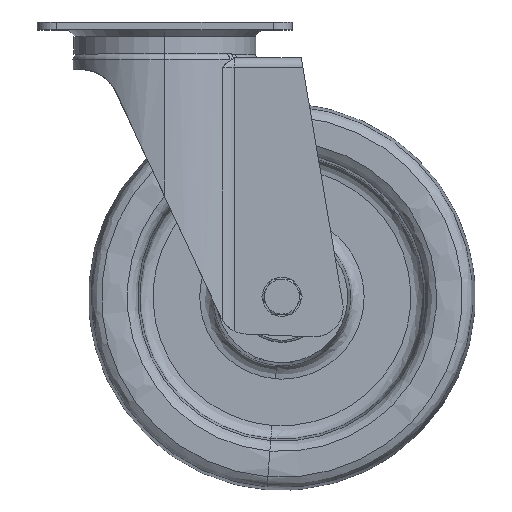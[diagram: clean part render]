
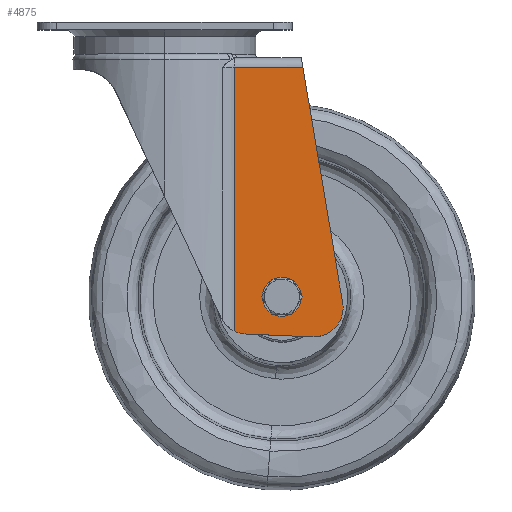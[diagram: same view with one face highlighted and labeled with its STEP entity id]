
A CAD part, top view. The second image highlights one B-rep face of the part: STEP entity #4875.
In plain terms, the highlighted planar face has unit normal (0, 0, 1).
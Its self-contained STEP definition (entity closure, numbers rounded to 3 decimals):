
#712 = DIRECTION ( 'NONE',  ( -0.167, 0.986, 0. ) ) ;
#1192 = CARTESIAN_POINT ( 'NONE',  ( 91.914, -145.235, -165.626 ) ) ;
#1481 = CIRCLE ( 'NONE', #9778, 15. ) ;
#1638 = EDGE_CURVE ( 'NONE', #9511, #5776, #8332, .T. ) ;
#2461 = CARTESIAN_POINT ( 'NONE',  ( 60.5, -142., -165.626 ) ) ;
#2482 = DIRECTION ( 'NONE',  ( -1., 0., 0. ) ) ;
#2959 = CARTESIAN_POINT ( 'NONE',  ( 35.795, -159.658, -165.626 ) ) ;
#3013 = VECTOR ( 'NONE', #5251, 1000. ) ;
#4076 = LINE ( 'NONE', #13307, #7223 ) ;
#4216 = VECTOR ( 'NONE', #7783, 1000. ) ;
#4525 = CARTESIAN_POINT ( 'NONE',  ( 66.75, -142., -165.626 ) ) ;
#4875 = ADVANCED_FACE ( 'NONE', ( #13600, #6857 ), #12663, .F. ) ;
#5001 = VECTOR ( 'NONE', #13382, 1000. ) ;
#5064 = DIRECTION ( 'NONE',  ( -1., 0., 0. ) ) ;
#5251 = DIRECTION ( 'NONE',  ( 0.999, -0.042, 0. ) ) ;
#5379 = LINE ( 'NONE', #6517, #4216 ) ;
#5415 = AXIS2_PLACEMENT_3D ( 'NONE', #6909, #5787, #5733 ) ;
#5733 = DIRECTION ( 'NONE',  ( 1., 0., 0. ) ) ;
#5746 = EDGE_CURVE ( 'NONE', #5776, #9511, #8356, .T. ) ;
#5776 = VERTEX_POINT ( 'NONE', #4525 ) ;
#5787 = DIRECTION ( 'NONE',  ( 0., 0., 1. ) ) ;
#5974 = EDGE_LOOP ( 'NONE', ( #12702, #7173 ) ) ;
#6235 = DIRECTION ( 'NONE',  ( 1., 0., 0. ) ) ;
#6417 = CARTESIAN_POINT ( 'NONE',  ( 35.795, -23.5, -165.626 ) ) ;
#6430 = ORIENTED_EDGE ( 'NONE', *, *, #6533, .T. ) ;
#6516 = VERTEX_POINT ( 'NONE', #10875 ) ;
#6517 = CARTESIAN_POINT ( 'NONE',  ( 35.795, -23.5, -165.626 ) ) ;
#6533 = EDGE_CURVE ( 'NONE', #12320, #15970, #13298, .T. ) ;
#6825 = CARTESIAN_POINT ( 'NONE',  ( 77.123, -147.734, -165.626 ) ) ;
#6857 = FACE_OUTER_BOUND ( 'NONE', #11605, .T. ) ;
#6909 = CARTESIAN_POINT ( 'NONE',  ( 60.5, -142., -165.626 ) ) ;
#6987 = AXIS2_PLACEMENT_3D ( 'NONE', #13322, #7004, #12166 ) ;
#7004 = DIRECTION ( 'NONE',  ( 0., 0., 1. ) ) ;
#7173 = ORIENTED_EDGE ( 'NONE', *, *, #1638, .F. ) ;
#7188 = ORIENTED_EDGE ( 'NONE', *, *, #8525, .T. ) ;
#7223 = VECTOR ( 'NONE', #712, 1000. ) ;
#7415 = DIRECTION ( 'NONE',  ( 0., 0., 1. ) ) ;
#7553 = CARTESIAN_POINT ( 'NONE',  ( 54.25, -142., -165.626 ) ) ;
#7663 = DIRECTION ( 'NONE',  ( 0., 0., -1. ) ) ;
#7716 = ORIENTED_EDGE ( 'NONE', *, *, #9833, .T. ) ;
#7783 = DIRECTION ( 'NONE',  ( -1., 0., 0. ) ) ;
#8016 = VERTEX_POINT ( 'NONE', #14308 ) ;
#8018 = EDGE_CURVE ( 'NONE', #6516, #12320, #1481, .T. ) ;
#8176 = CARTESIAN_POINT ( 'NONE',  ( 35.795, -18.5, -165.626 ) ) ;
#8332 = CIRCLE ( 'NONE', #9762, 6.25 ) ;
#8356 = CIRCLE ( 'NONE', #5415, 6.25 ) ;
#8372 = LINE ( 'NONE', #8176, #5001 ) ;
#8525 = EDGE_CURVE ( 'NONE', #9858, #15037, #8372, .T. ) ;
#8910 = CARTESIAN_POINT ( 'NONE',  ( 0., -159.5, -165.626 ) ) ;
#8934 = CARTESIAN_POINT ( 'NONE',  ( 42.579, -146.28, -165.626 ) ) ;
#9430 = ORIENTED_EDGE ( 'NONE', *, *, #9452, .T. ) ;
#9452 = EDGE_CURVE ( 'NONE', #15037, #8016, #11109, .T. ) ;
#9511 = VERTEX_POINT ( 'NONE', #7553 ) ;
#9582 = DIRECTION ( 'NONE',  ( 0., 0., 1. ) ) ;
#9762 = AXIS2_PLACEMENT_3D ( 'NONE', #2461, #7415, #6235 ) ;
#9778 = AXIS2_PLACEMENT_3D ( 'NONE', #6825, #9582, #10634 ) ;
#9833 = EDGE_CURVE ( 'NONE', #8016, #6516, #16064, .T. ) ;
#9858 = VERTEX_POINT ( 'NONE', #6417 ) ;
#10222 = DIRECTION ( 'NONE',  ( 0., 0., 1. ) ) ;
#10337 = ORIENTED_EDGE ( 'NONE', *, *, #11861, .T. ) ;
#10634 = DIRECTION ( 'NONE',  ( -1., 0., 0. ) ) ;
#10875 = CARTESIAN_POINT ( 'NONE',  ( 76.492, -162.721, -165.626 ) ) ;
#11109 = CIRCLE ( 'NONE', #12265, 15. ) ;
#11357 = AXIS2_PLACEMENT_3D ( 'NONE', #13978, #7663, #5064 ) ;
#11605 = EDGE_LOOP ( 'NONE', ( #7188, #9430, #7716, #16056, #6430, #10337, #13843 ) ) ;
#11861 = EDGE_CURVE ( 'NONE', #15970, #11873, #4076, .T. ) ;
#11873 = VERTEX_POINT ( 'NONE', #12030 ) ;
#11903 = CARTESIAN_POINT ( 'NONE',  ( 92.123, -147.734, -165.626 ) ) ;
#12030 = CARTESIAN_POINT ( 'NONE',  ( 71.345, -23.5, -165.626 ) ) ;
#12166 = DIRECTION ( 'NONE',  ( -1., 0., 0. ) ) ;
#12265 = AXIS2_PLACEMENT_3D ( 'NONE', #8934, #10222, #2482 ) ;
#12320 = VERTEX_POINT ( 'NONE', #11903 ) ;
#12663 = PLANE ( 'NONE',  #11357 ) ;
#12702 = ORIENTED_EDGE ( 'NONE', *, *, #5746, .F. ) ;
#12988 = EDGE_CURVE ( 'NONE', #11873, #9858, #5379, .T. ) ;
#13298 = CIRCLE ( 'NONE', #6987, 15. ) ;
#13307 = CARTESIAN_POINT ( 'NONE',  ( 70.5, -18.5, -165.626 ) ) ;
#13322 = CARTESIAN_POINT ( 'NONE',  ( 77.123, -147.734, -165.626 ) ) ;
#13382 = DIRECTION ( 'NONE',  ( 0., -1., 0. ) ) ;
#13600 = FACE_BOUND ( 'NONE', #5974, .T. ) ;
#13843 = ORIENTED_EDGE ( 'NONE', *, *, #12988, .T. ) ;
#13978 = CARTESIAN_POINT ( 'NONE',  ( 0., -18.5, -165.626 ) ) ;
#14308 = CARTESIAN_POINT ( 'NONE',  ( 41.948, -161.266, -165.626 ) ) ;
#15037 = VERTEX_POINT ( 'NONE', #2959 ) ;
#15970 = VERTEX_POINT ( 'NONE', #1192 ) ;
#16056 = ORIENTED_EDGE ( 'NONE', *, *, #8018, .T. ) ;
#16064 = LINE ( 'NONE', #8910, #3013 ) ;
